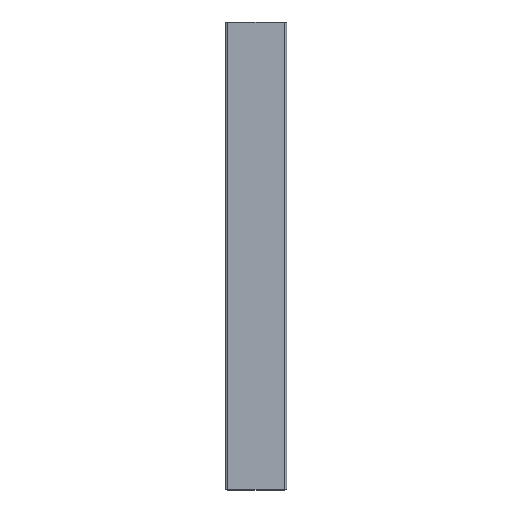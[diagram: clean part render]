
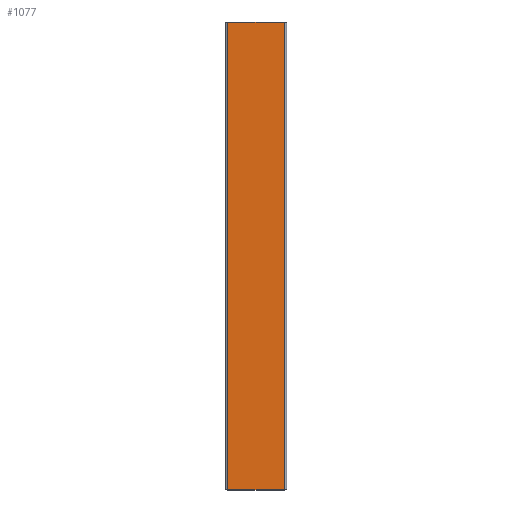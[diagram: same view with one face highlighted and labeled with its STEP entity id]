
A CAD part, top view. The second image highlights one B-rep face of the part: STEP entity #1077.
In plain terms, the highlighted planar face has unit normal (0, 0, 1).
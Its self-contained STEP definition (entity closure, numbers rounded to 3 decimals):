
#15 = CARTESIAN_POINT ( 'NONE',  ( 3., 0., 0. ) ) ;
#47 = ORIENTED_EDGE ( 'NONE', *, *, #1609, .T. ) ;
#49 = CARTESIAN_POINT ( 'NONE',  ( 3., 0., 0. ) ) ;
#115 = VECTOR ( 'NONE', #865, 1000. ) ;
#213 = VERTEX_POINT ( 'NONE', #1162 ) ;
#232 = LINE ( 'NONE', #49, #1233 ) ;
#360 = CARTESIAN_POINT ( 'NONE',  ( 0., 570., 0. ) ) ;
#374 = ORIENTED_EDGE ( 'NONE', *, *, #555, .T. ) ;
#430 = ORIENTED_EDGE ( 'NONE', *, *, #833, .F. ) ;
#437 = CARTESIAN_POINT ( 'NONE',  ( 72., 0., 0. ) ) ;
#465 = ORIENTED_EDGE ( 'NONE', *, *, #1984, .T. ) ;
#555 = EDGE_CURVE ( 'NONE', #924, #1290, #232, .T. ) ;
#617 = DIRECTION ( 'NONE',  ( 0., 0., -1. ) ) ;
#725 = CARTESIAN_POINT ( 'NONE',  ( 3., 570., 0. ) ) ;
#738 = LINE ( 'NONE', #360, #1881 ) ;
#796 = FACE_OUTER_BOUND ( 'NONE', #2256, .T. ) ;
#833 = EDGE_CURVE ( 'NONE', #924, #213, #738, .T. ) ;
#865 = DIRECTION ( 'NONE',  ( 0., 1., 0. ) ) ;
#924 = VERTEX_POINT ( 'NONE', #725 ) ;
#1012 = VERTEX_POINT ( 'NONE', #437 ) ;
#1021 = VECTOR ( 'NONE', #1201, 1000. ) ;
#1077 = ADVANCED_FACE ( 'NONE', ( #796 ), #1515, .F. ) ;
#1162 = CARTESIAN_POINT ( 'NONE',  ( 72., 570., 0. ) ) ;
#1201 = DIRECTION ( 'NONE',  ( 1., 0., 0. ) ) ;
#1233 = VECTOR ( 'NONE', #2002, 1000. ) ;
#1290 = VERTEX_POINT ( 'NONE', #15 ) ;
#1339 = DIRECTION ( 'NONE',  ( -1., 0., 0. ) ) ;
#1515 = PLANE ( 'NONE',  #2143 ) ;
#1551 = LINE ( 'NONE', #2270, #1021 ) ;
#1609 = EDGE_CURVE ( 'NONE', #1290, #1012, #1551, .T. ) ;
#1734 = CARTESIAN_POINT ( 'NONE',  ( 72., 570., 0. ) ) ;
#1881 = VECTOR ( 'NONE', #2204, 1000. ) ;
#1984 = EDGE_CURVE ( 'NONE', #1012, #213, #2120, .T. ) ;
#2002 = DIRECTION ( 'NONE',  ( 0., -1., 0. ) ) ;
#2120 = LINE ( 'NONE', #1734, #115 ) ;
#2143 = AXIS2_PLACEMENT_3D ( 'NONE', #2235, #617, #1339 ) ;
#2204 = DIRECTION ( 'NONE',  ( 1., 0., 0. ) ) ;
#2235 = CARTESIAN_POINT ( 'NONE',  ( 0., 570., 0. ) ) ;
#2256 = EDGE_LOOP ( 'NONE', ( #47, #465, #430, #374 ) ) ;
#2270 = CARTESIAN_POINT ( 'NONE',  ( 0., 0., 0. ) ) ;
